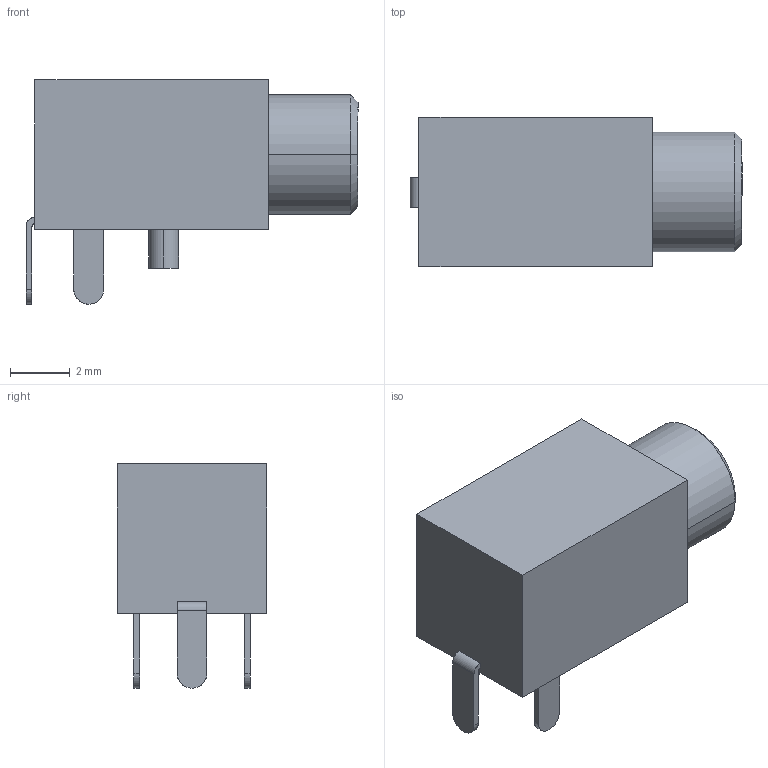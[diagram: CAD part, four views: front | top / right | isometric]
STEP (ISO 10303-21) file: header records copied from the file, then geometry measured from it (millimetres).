
FILE_DESCRIPTION(('FreeCAD Model'),'2;1');
FILE_NAME('CUI_MJ1_2503A.step','2018-08-04T07:13:30',( 'kicad StepUp'),('ksu MCAD'),'Open CASCADE STEP processor 7.2', 'FreeCAD','Unknown');
FILE_SCHEMA(('AUTOMOTIVE_DESIGN { 1 0 10303 214 1 1 1 1 }'));
Length unit declared in the file: millimetre
Products named in the file (1): CUI_MJ1_2503A
Bounding box: 11.1 x 5 x 7.5 mm (x, y, z)
Surface area: 288.9 mm2 (no closed solid volume)
Topology: 0 solids, 35 shells, 35 faces, 354 edges, 354 vertices
Faces by surface type: bspline 22, revolution 13
Entity records: 3590 total; most frequent: CARTESIAN_POINT 1271, ORIENTED_EDGE 354, EDGE_CURVE 354, VERTEX_POINT 354, B_SPLINE_CURVE_WITH_KNOTS 224, DIRECTION 184, LINE 117, VECTOR 117
